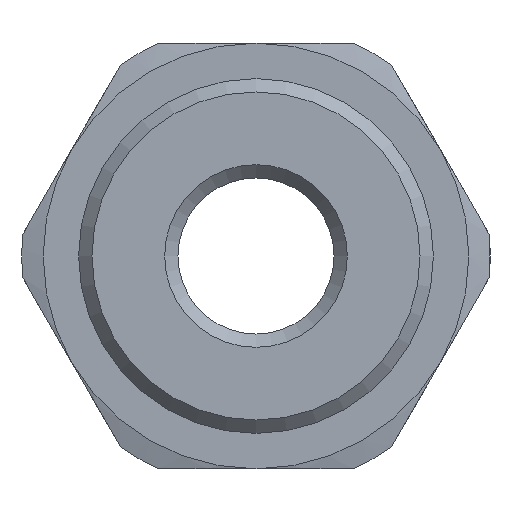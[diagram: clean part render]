
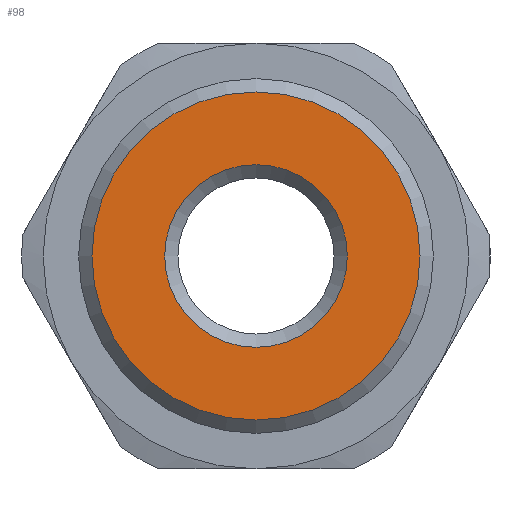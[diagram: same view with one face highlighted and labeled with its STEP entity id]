
A CAD part, left-side view. The second image highlights one B-rep face of the part: STEP entity #98.
In plain terms, the highlighted planar face has unit normal (-1, 0, 0).
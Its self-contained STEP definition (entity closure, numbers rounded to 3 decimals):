
#43 = AXIS2_PLACEMENT_3D ( 'NONE', #1829, #981, #1333 ) ;
#98 = ADVANCED_FACE ( 'NONE', ( #615, #1712 ), #2062, .F. ) ;
#260 = ORIENTED_EDGE ( 'NONE', *, *, #401, .T. ) ;
#351 = CARTESIAN_POINT ( 'NONE',  ( 0., 0., 0. ) ) ;
#401 = EDGE_CURVE ( 'NONE', #772, #772, #1183, .T. ) ;
#504 = DIRECTION ( 'NONE',  ( 1., 0., 0. ) ) ;
#615 = FACE_OUTER_BOUND ( 'NONE', #1588, .T. ) ;
#772 = VERTEX_POINT ( 'NONE', #1554 ) ;
#866 = ORIENTED_EDGE ( 'NONE', *, *, #1666, .T. ) ;
#981 = DIRECTION ( 'NONE',  ( -1., 0., 0. ) ) ;
#1022 = DIRECTION ( 'NONE',  ( 0., 0., -1. ) ) ;
#1183 = CIRCLE ( 'NONE', #43, 9.25 ) ;
#1185 = DIRECTION ( 'NONE',  ( 1., 0., 0. ) ) ;
#1237 = AXIS2_PLACEMENT_3D ( 'NONE', #351, #504, #1022 ) ;
#1243 = CARTESIAN_POINT ( 'NONE',  ( 0., 0., -5.15 ) ) ;
#1287 = EDGE_LOOP ( 'NONE', ( #866 ) ) ;
#1333 = DIRECTION ( 'NONE',  ( 0., 0., -1. ) ) ;
#1553 = VERTEX_POINT ( 'NONE', #1243 ) ;
#1554 = CARTESIAN_POINT ( 'NONE',  ( 0., 0., -9.25 ) ) ;
#1588 = EDGE_LOOP ( 'NONE', ( #260 ) ) ;
#1666 = EDGE_CURVE ( 'NONE', #1553, #1553, #2137, .T. ) ;
#1682 = CARTESIAN_POINT ( 'NONE',  ( 0., 0., 0. ) ) ;
#1712 = FACE_BOUND ( 'NONE', #1287, .T. ) ;
#1829 = CARTESIAN_POINT ( 'NONE',  ( 0., 0., 0. ) ) ;
#1851 = AXIS2_PLACEMENT_3D ( 'NONE', #1682, #1185, #1873 ) ;
#1873 = DIRECTION ( 'NONE',  ( 0., 0., -1. ) ) ;
#2062 = PLANE ( 'NONE',  #1237 ) ;
#2137 = CIRCLE ( 'NONE', #1851, 5.15 ) ;
